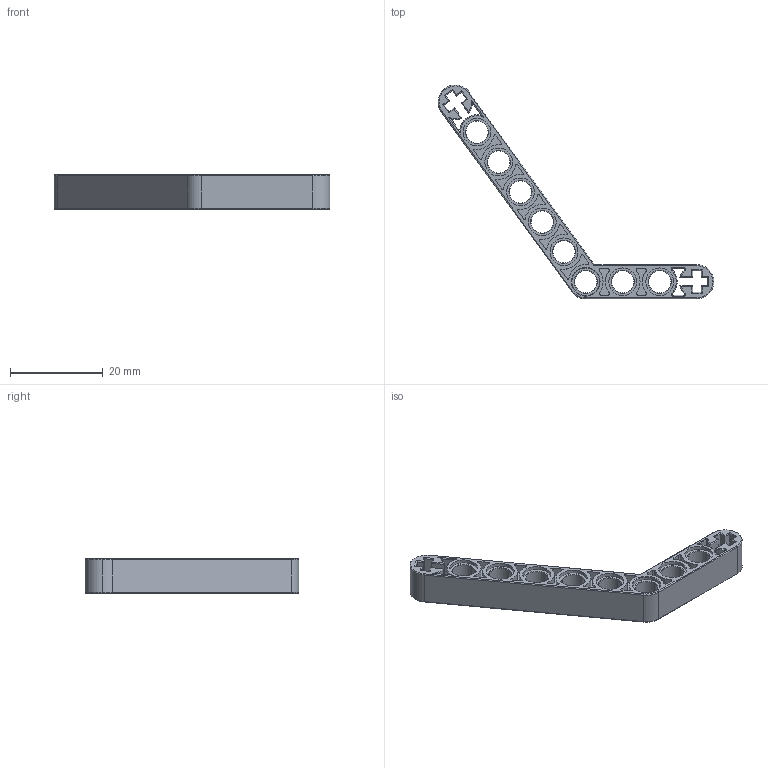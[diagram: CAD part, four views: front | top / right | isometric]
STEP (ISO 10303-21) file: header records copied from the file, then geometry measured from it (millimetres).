
FILE_DESCRIPTION (( 'STEP AP214' ), '1' );
FILE_NAME ('NXT Lego - Liftarm bent.STEP', '2012-06-08T17:01:24', ( '' ), ( '' ), 'SwSTEP 2.0', 'SolidWorks 2012', '' );
FILE_SCHEMA (( 'AUTOMOTIVE_DESIGN' ));
Length unit declared in the file: millimetre
Products named in the file (1): NXT Lego - Liftarm bent
Bounding box: 59.61 x 46.23 x 7.4 mm (x, y, z)
Volume: 2492.1 mm3; surface area: 3901.3 mm2
Topology: 1 solids, 1 shells, 408 faces, 987 edges, 609 vertices
Faces by surface type: cylinder 231, plane 90, torus 85, bspline 2
Entity records: 12157 total; most frequent: CARTESIAN_POINT 2299, DIRECTION 2255, ORIENTED_EDGE 1970, EDGE_CURVE 985, AXIS2_PLACEMENT_3D 925, VERTEX_POINT 609, CIRCLE 518, EDGE_LOOP 458
